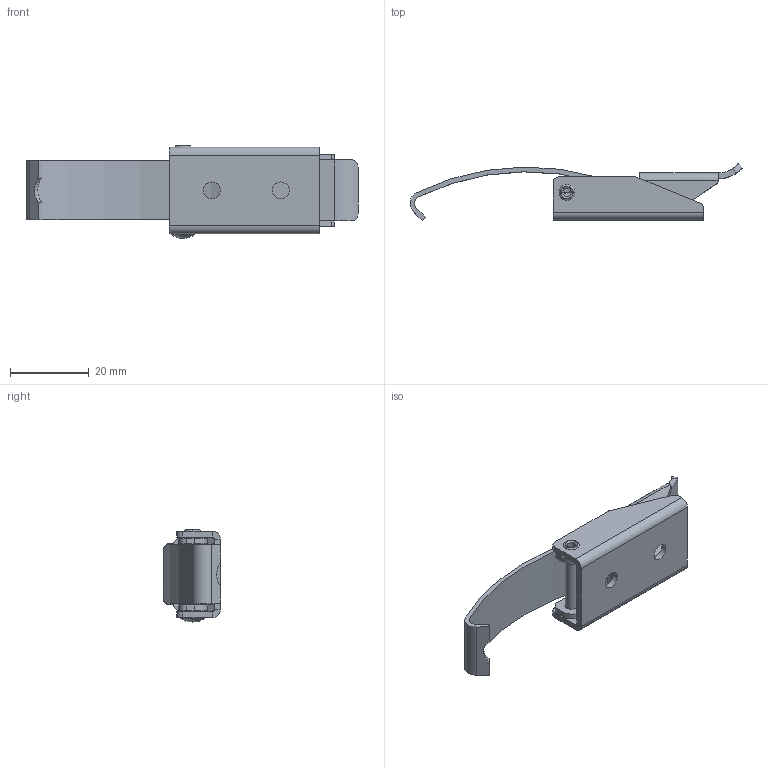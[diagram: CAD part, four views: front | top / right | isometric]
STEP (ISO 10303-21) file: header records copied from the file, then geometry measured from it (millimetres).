
FILE_DESCRIPTION((''),'2;1');
FILE_NAME('SK3-025-2S_ASM','2019-07-31T',('Administrator'),(''),'PRO/ENGINEER BY PARAMETRIC TECHNOLOGY CORPORATION, 2010280','PRO/ENGINEER BY PARAMETRIC TECHNOLOGY CORPORATION, 2010280','');
FILE_SCHEMA(('AUTOMOTIVE_DESIGN { 1 2 10303 214 0 1 1 1 }'));
Length unit declared in the file: millimetre
Products named in the file (6): 3-025-2S-1; 3-025-2S-2; 3-025-2S-3; 3-025-2S-4; 3-025-2S-5; SK3-025-2S_ASM
Assembly tree (5 placements, depth 2):
  SK3-025-2S_ASM
    3-025-2S-1
    3-025-2S-2
    3-025-2S-3
    3-025-2S-4
    3-025-2S-5
Bounding box: 84.37 x 14.68 x 23.6 mm (x, y, z)
Volume: 5194.4 mm3; surface area: 8366.3 mm2
Topology: 5 solids, 5 shells, 125 faces, 310 edges, 194 vertices
Faces by surface type: cylinder 61, plane 56, torus 4, sphere 2, cone 2
Entity records: 4107 total; most frequent: CARTESIAN_POINT 702, DIRECTION 702, ORIENTED_EDGE 612, EDGE_CURVE 306, AXIS2_PLACEMENT_3D 268, VERTEX_POINT 194, VECTOR 166, LINE 166
